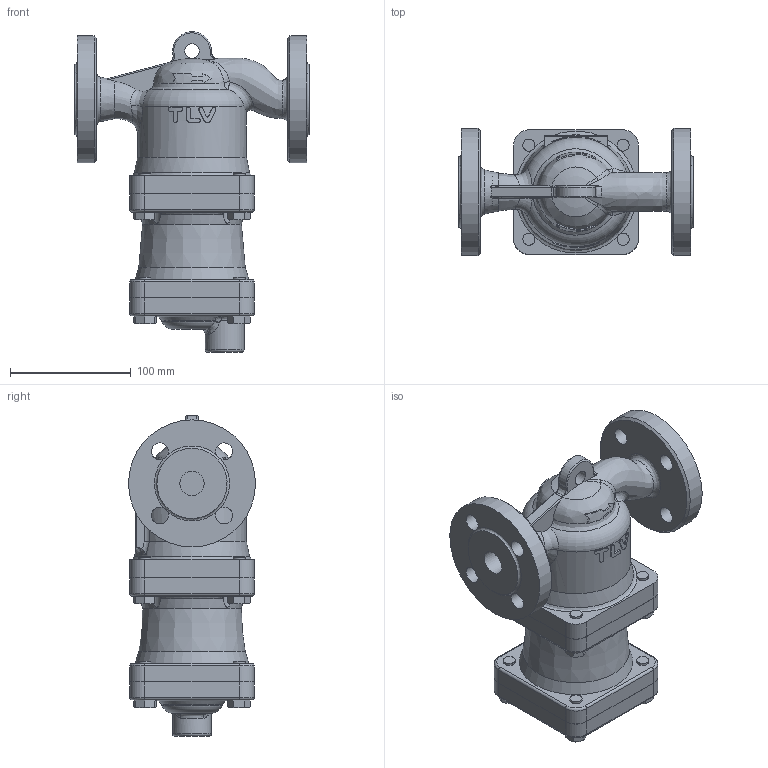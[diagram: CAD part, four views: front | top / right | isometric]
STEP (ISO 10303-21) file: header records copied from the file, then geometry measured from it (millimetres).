
FILE_DESCRIPTION((''),'2;1');
FILE_NAME('dc3s0-020-e0025-00.stp','2010-07-07T11:37:52',('nakaot'),(''),'Autodesk Inventor 2008','Autodesk Inventor 2008','');
FILE_SCHEMA(('AUTOMOTIVE_DESIGN { 1 0 10303 214 1 1 1 1 }'));
Length unit declared in the file: millimetre
Products named in the file (1): dc3s0-020-e0025-00
Bounding box: 194 x 105 x 264.95 mm (x, y, z)
Volume: 1859373.6 mm3; surface area: 184612.8 mm2
Topology: 1 solids, 1 shells, 410 faces, 1035 edges, 657 vertices
Faces by surface type: plane 147, bspline 102, cylinder 86, cone 56, torus 18, sphere 1
Full cylindrical faces by diameter (mm): 10 x16, 12 x1, 14 x4, 20 x1, 32 x1, 60 x1, 90 x2, 105 x1
Entity records: 25006 total; most frequent: CARTESIAN_POINT 16294, ORIENTED_EDGE 1902, DIRECTION 1580, EDGE_CURVE 951, AXIS2_PLACEMENT_3D 651, VERTEX_POINT 627, EDGE_LOOP 530, FACE_OUTER_BOUND 410
